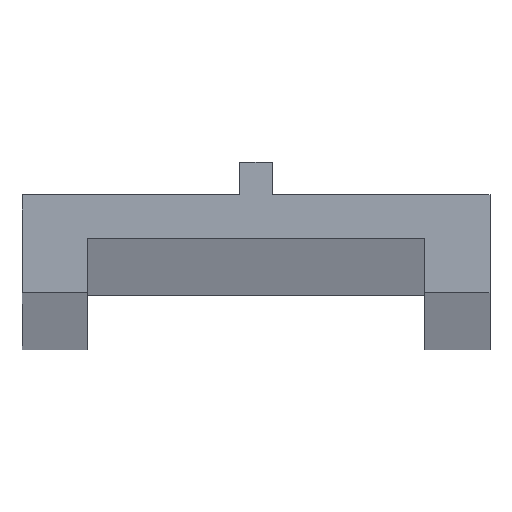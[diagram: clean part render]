
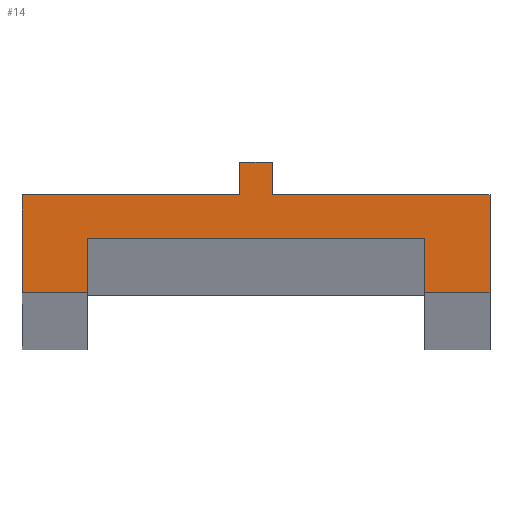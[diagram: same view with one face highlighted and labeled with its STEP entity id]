
A CAD part, top view. The second image highlights one B-rep face of the part: STEP entity #14.
In plain terms, the highlighted planar face has unit normal (0, 0, 1).
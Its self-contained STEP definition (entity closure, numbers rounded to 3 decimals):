
#3 = VERTEX_POINT ( 'NONE', #346 ) ;
#5 = VERTEX_POINT ( 'NONE', #185 ) ;
#9 = LINE ( 'NONE', #410, #393 ) ;
#12 = VERTEX_POINT ( 'NONE', #425 ) ;
#14 = ADVANCED_FACE ( 'NONE', ( #326 ), #181, .T. ) ;
#23 = CARTESIAN_POINT ( 'NONE',  ( 1.5, 3., 0. ) ) ;
#24 = DIRECTION ( 'NONE',  ( -1., 0., 0. ) ) ;
#28 = EDGE_CURVE ( 'NONE', #3, #12, #432, .T. ) ;
#30 = DIRECTION ( 'NONE',  ( 1., 0., 0. ) ) ;
#32 = ORIENTED_EDGE ( 'NONE', *, *, #98, .T. ) ;
#33 = VECTOR ( 'NONE', #358, 1000. ) ;
#34 = VECTOR ( 'NONE', #241, 1000. ) ;
#46 = DIRECTION ( 'NONE',  ( 0., -1., 0. ) ) ;
#49 = ORIENTED_EDGE ( 'NONE', *, *, #366, .T. ) ;
#53 = ORIENTED_EDGE ( 'NONE', *, *, #252, .T. ) ;
#57 = ORIENTED_EDGE ( 'NONE', *, *, #298, .T. ) ;
#58 = VECTOR ( 'NONE', #407, 1000. ) ;
#66 = VERTEX_POINT ( 'NONE', #136 ) ;
#69 = VECTOR ( 'NONE', #24, 1000. ) ;
#73 = EDGE_CURVE ( 'NONE', #268, #167, #101, .T. ) ;
#74 = DIRECTION ( 'NONE',  ( 0., -1., 0. ) ) ;
#86 = AXIS2_PLACEMENT_3D ( 'NONE', #288, #357, #291 ) ;
#87 = CARTESIAN_POINT ( 'NONE',  ( -15.5, -4., 0. ) ) ;
#91 = DIRECTION ( 'NONE',  ( 0., -1., 0. ) ) ;
#94 = ORIENTED_EDGE ( 'NONE', *, *, #216, .T. ) ;
#98 = EDGE_CURVE ( 'NONE', #242, #184, #368, .T. ) ;
#101 = LINE ( 'NONE', #172, #448 ) ;
#106 = CARTESIAN_POINT ( 'NONE',  ( -21.5, -9., 0. ) ) ;
#108 = DIRECTION ( 'NONE',  ( -1., 0., 0. ) ) ;
#109 = CARTESIAN_POINT ( 'NONE',  ( 21.5, 0., 0. ) ) ;
#110 = ORIENTED_EDGE ( 'NONE', *, *, #406, .T. ) ;
#114 = VERTEX_POINT ( 'NONE', #446 ) ;
#118 = VECTOR ( 'NONE', #145, 1000. ) ;
#131 = CARTESIAN_POINT ( 'NONE',  ( -1.5, 3., 0. ) ) ;
#136 = CARTESIAN_POINT ( 'NONE',  ( -21.5, 0., 0. ) ) ;
#145 = DIRECTION ( 'NONE',  ( 0., 1., 0. ) ) ;
#161 = VERTEX_POINT ( 'NONE', #189 ) ;
#167 = VERTEX_POINT ( 'NONE', #293 ) ;
#172 = CARTESIAN_POINT ( 'NONE',  ( 15.5, -9., 0. ) ) ;
#176 = CARTESIAN_POINT ( 'NONE',  ( -21.5, 0., 0. ) ) ;
#179 = VECTOR ( 'NONE', #108, 1000. ) ;
#181 = PLANE ( 'NONE',  #86 ) ;
#182 = LINE ( 'NONE', #109, #33 ) ;
#184 = VERTEX_POINT ( 'NONE', #87 ) ;
#185 = CARTESIAN_POINT ( 'NONE',  ( -1.5, 3., 0. ) ) ;
#189 = CARTESIAN_POINT ( 'NONE',  ( -21.5, -9., 0. ) ) ;
#192 = VECTOR ( 'NONE', #310, 1000. ) ;
#193 = ORIENTED_EDGE ( 'NONE', *, *, #431, .T. ) ;
#195 = EDGE_CURVE ( 'NONE', #5, #234, #9, .T. ) ;
#210 = CARTESIAN_POINT ( 'NONE',  ( -21.5, 0., 0. ) ) ;
#216 = EDGE_CURVE ( 'NONE', #167, #114, #269, .T. ) ;
#222 = VECTOR ( 'NONE', #30, 1000. ) ;
#226 = CARTESIAN_POINT ( 'NONE',  ( -15.5, -4., 0. ) ) ;
#232 = LINE ( 'NONE', #131, #69 ) ;
#234 = VERTEX_POINT ( 'NONE', #243 ) ;
#235 = CARTESIAN_POINT ( 'NONE',  ( 21.5, -9., 0. ) ) ;
#241 = DIRECTION ( 'NONE',  ( 1., 0., 0. ) ) ;
#242 = VERTEX_POINT ( 'NONE', #416 ) ;
#243 = CARTESIAN_POINT ( 'NONE',  ( -1.5, 0., 0. ) ) ;
#251 = ORIENTED_EDGE ( 'NONE', *, *, #452, .T. ) ;
#252 = EDGE_CURVE ( 'NONE', #263, #3, #337, .T. ) ;
#253 = VECTOR ( 'NONE', #424, 1000. ) ;
#263 = VERTEX_POINT ( 'NONE', #347 ) ;
#268 = VERTEX_POINT ( 'NONE', #278 ) ;
#269 = LINE ( 'NONE', #235, #192 ) ;
#278 = CARTESIAN_POINT ( 'NONE',  ( 15.5, -4., 0. ) ) ;
#284 = EDGE_CURVE ( 'NONE', #12, #5, #232, .T. ) ;
#288 = CARTESIAN_POINT ( 'NONE',  ( 0., 0., 0. ) ) ;
#291 = DIRECTION ( 'NONE',  ( 1., 0., 0. ) ) ;
#293 = CARTESIAN_POINT ( 'NONE',  ( 15.5, -9., 0. ) ) ;
#298 = EDGE_CURVE ( 'NONE', #184, #268, #308, .T. ) ;
#303 = ORIENTED_EDGE ( 'NONE', *, *, #195, .T. ) ;
#308 = LINE ( 'NONE', #459, #34 ) ;
#310 = DIRECTION ( 'NONE',  ( 1., 0., 0. ) ) ;
#318 = LINE ( 'NONE', #176, #321 ) ;
#321 = VECTOR ( 'NONE', #74, 1000. ) ;
#324 = ORIENTED_EDGE ( 'NONE', *, *, #73, .T. ) ;
#325 = LINE ( 'NONE', #106, #222 ) ;
#326 = FACE_OUTER_BOUND ( 'NONE', #453, .T. ) ;
#330 = ORIENTED_EDGE ( 'NONE', *, *, #28, .T. ) ;
#337 = LINE ( 'NONE', #420, #253 ) ;
#341 = ORIENTED_EDGE ( 'NONE', *, *, #284, .T. ) ;
#346 = CARTESIAN_POINT ( 'NONE',  ( 1.5, 0., 0. ) ) ;
#347 = CARTESIAN_POINT ( 'NONE',  ( 21.5, 0., 0. ) ) ;
#357 = DIRECTION ( 'NONE',  ( 0., 0., 1. ) ) ;
#358 = DIRECTION ( 'NONE',  ( 0., 1., 0. ) ) ;
#366 = EDGE_CURVE ( 'NONE', #161, #242, #325, .T. ) ;
#368 = LINE ( 'NONE', #226, #58 ) ;
#393 = VECTOR ( 'NONE', #91, 1000. ) ;
#406 = EDGE_CURVE ( 'NONE', #234, #66, #427, .T. ) ;
#407 = DIRECTION ( 'NONE',  ( 0., 1., 0. ) ) ;
#410 = CARTESIAN_POINT ( 'NONE',  ( -1.5, 3., 0. ) ) ;
#416 = CARTESIAN_POINT ( 'NONE',  ( -15.5, -9., 0. ) ) ;
#420 = CARTESIAN_POINT ( 'NONE',  ( 1.5, 0., 0. ) ) ;
#424 = DIRECTION ( 'NONE',  ( -1., 0., 0. ) ) ;
#425 = CARTESIAN_POINT ( 'NONE',  ( 1.5, 3., 0. ) ) ;
#427 = LINE ( 'NONE', #210, #179 ) ;
#431 = EDGE_CURVE ( 'NONE', #114, #263, #182, .T. ) ;
#432 = LINE ( 'NONE', #23, #118 ) ;
#446 = CARTESIAN_POINT ( 'NONE',  ( 21.5, -9., 0. ) ) ;
#448 = VECTOR ( 'NONE', #46, 1000. ) ;
#452 = EDGE_CURVE ( 'NONE', #66, #161, #318, .T. ) ;
#453 = EDGE_LOOP ( 'NONE', ( #251, #49, #32, #57, #324, #94, #193, #53, #330, #341, #303, #110 ) ) ;
#459 = CARTESIAN_POINT ( 'NONE',  ( 15.5, -4., 0. ) ) ;
